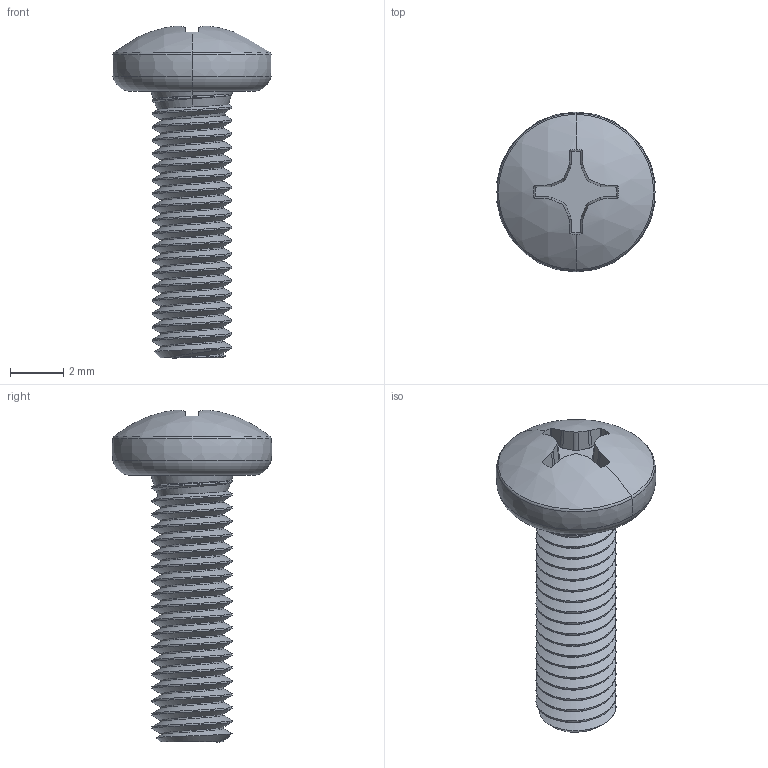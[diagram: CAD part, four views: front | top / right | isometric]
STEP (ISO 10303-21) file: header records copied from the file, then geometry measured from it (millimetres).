
FILE_DESCRIPTION (( 'STEP AP203' ), '1' );
FILE_NAME ('92000A120_Passivated 18-8 Stainless Steel Pan Head Phillips Screws.STEP', '2022-12-02T17:26:00', ( 'Administrator' ), ( 'Managed by Terraform' ), 'SwSTEP 2.0', 'SolidWorks 2017', '' );
FILE_SCHEMA (( 'CONFIG_CONTROL_DESIGN' ));
Length unit declared in the file: millimetre
Products named in the file (1): 92000A120_Passivated 18-8 Stainless Steel Pan Head Phillips Screws
Bounding box: 5.95 x 5.99 x 12.45 mm (x, y, z)
Volume: 107.8 mm3; surface area: 227.1 mm2
Topology: 1 solids, 1 shells, 109 faces, 302 edges, 196 vertices
Faces by surface type: cylinder 51, plane 19, bspline 17, cone 14, torus 6, sphere 2
Entity records: 6377 total; most frequent: CARTESIAN_POINT 3949, ORIENTED_EDGE 604, DIRECTION 381, EDGE_CURVE 302, VERTEX_POINT 196, AXIS2_PLACEMENT_3D 144, EDGE_LOOP 110, ADVANCED_FACE 109
